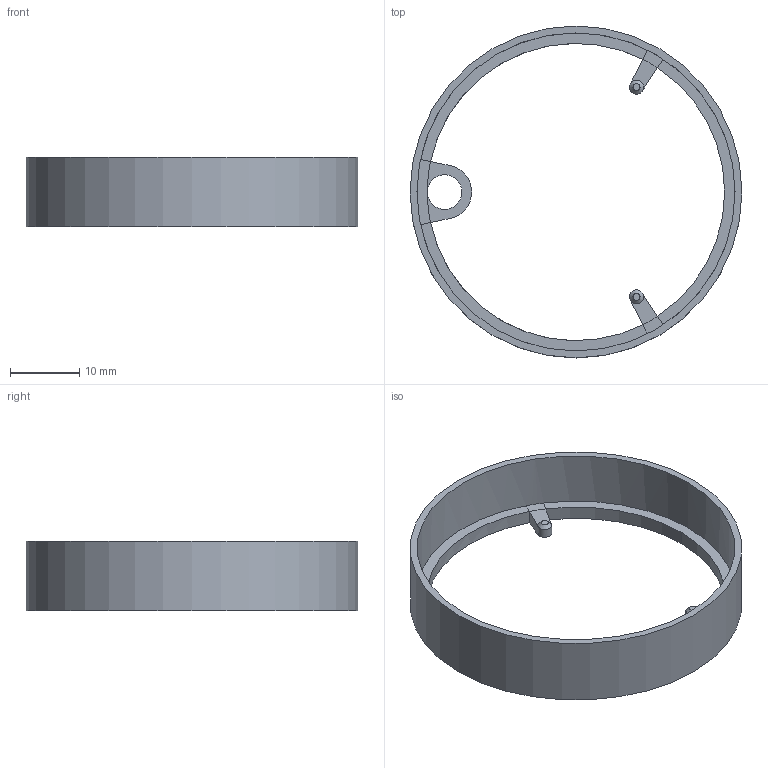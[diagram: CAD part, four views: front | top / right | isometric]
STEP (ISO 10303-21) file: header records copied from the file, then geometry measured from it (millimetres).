
FILE_DESCRIPTION(('FreeCAD Model'),'2;1');
FILE_NAME('Open CASCADE Shape Model','2024-08-30T02:29:55',(''),(''), 'Open CASCADE STEP processor 7.7','FreeCAD','Unknown');
FILE_SCHEMA(('AUTOMOTIVE_DESIGN { 1 0 10303 214 1 1 1 1 }'));
Length unit declared in the file: millimetre
Products named in the file (3): Part; LCS_Origin; Body
Assembly tree (2 placements, depth 2):
  Part
    LCS_Origin
    Body
Bounding box: 48 x 48 x 10 mm (x, y, z)
Volume: 1982 mm3; surface area: 3814.8 mm2
Topology: 1 solids, 1 shells, 40 faces, 94 edges, 54 vertices
Faces by surface type: plane 23, cylinder 13, cone 4
Full cylindrical faces by diameter (mm): 2 x2, 46 x1, 48 x1
Entity records: 1303 total; most frequent: CARTESIAN_POINT 291, DIRECTION 225, ORIENTED_EDGE 188, EDGE_CURVE 94, AXIS2_PLACEMENT_3D 90, VERTEX_POINT 54, CIRCLE 47, LINE 45
